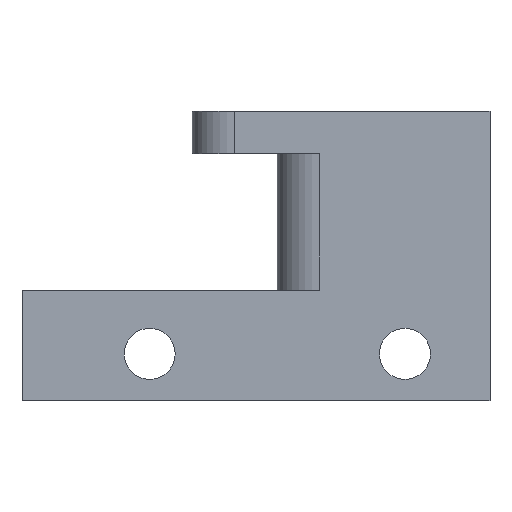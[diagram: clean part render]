
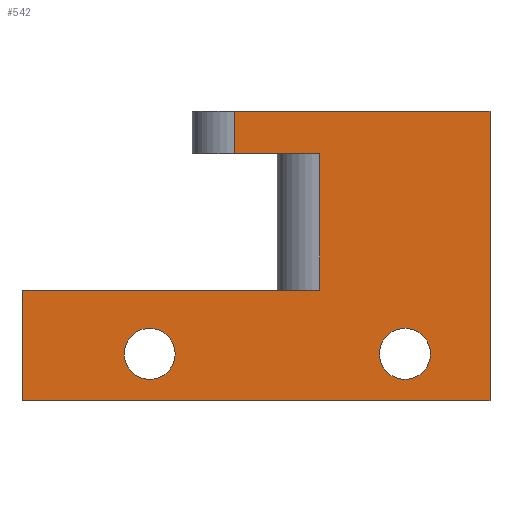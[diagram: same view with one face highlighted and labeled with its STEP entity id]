
A CAD part, left-side view. The second image highlights one B-rep face of the part: STEP entity #542.
In plain terms, the highlighted planar face has unit normal (-1, 0, 0).
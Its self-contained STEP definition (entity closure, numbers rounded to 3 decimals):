
#21=FACE_BOUND('',#111,.T.);
#22=FACE_BOUND('',#112,.T.);
#38=PLANE('',#613);
#72=FACE_OUTER_BOUND('',#110,.T.);
#110=EDGE_LOOP('',(#470,#471,#472,#473,#474,#475,#476,#477));
#111=EDGE_LOOP('',(#478));
#112=EDGE_LOOP('',(#479));
#124=LINE('',#809,#170);
#129=LINE('',#819,#175);
#132=LINE('',#825,#178);
#146=LINE('',#871,#192);
#152=LINE('',#900,#198);
#157=LINE('',#915,#203);
#162=LINE('',#927,#208);
#163=LINE('',#928,#209);
#170=VECTOR('',#645,10.);
#175=VECTOR('',#654,10.);
#178=VECTOR('',#659,10.);
#192=VECTOR('',#703,10.);
#198=VECTOR('',#737,10.);
#203=VECTOR('',#754,10.);
#208=VECTOR('',#769,10.);
#209=VECTOR('',#770,10.);
#221=CIRCLE('',#580,3.);
#222=CIRCLE('',#582,3.);
#245=VERTEX_POINT('',#806);
#246=VERTEX_POINT('',#808);
#249=VERTEX_POINT('',#817);
#251=VERTEX_POINT('',#823);
#260=VERTEX_POINT('',#845);
#261=VERTEX_POINT('',#849);
#268=VERTEX_POINT('',#869);
#274=VERTEX_POINT('',#893);
#277=VERTEX_POINT('',#898);
#281=VERTEX_POINT('',#913);
#295=EDGE_CURVE('',#246,#245,#124,.T.);
#300=EDGE_CURVE('',#245,#249,#129,.T.);
#303=EDGE_CURVE('',#249,#251,#132,.T.);
#313=EDGE_CURVE('',#260,#260,#221,.T.);
#315=EDGE_CURVE('',#261,#261,#222,.T.);
#326=EDGE_CURVE('',#251,#268,#146,.T.);
#339=EDGE_CURVE('',#277,#274,#152,.T.);
#347=EDGE_CURVE('',#281,#268,#157,.T.);
#353=EDGE_CURVE('',#281,#274,#162,.T.);
#354=EDGE_CURVE('',#277,#246,#163,.T.);
#470=ORIENTED_EDGE('',*,*,#300,.T.);
#471=ORIENTED_EDGE('',*,*,#303,.T.);
#472=ORIENTED_EDGE('',*,*,#326,.T.);
#473=ORIENTED_EDGE('',*,*,#347,.F.);
#474=ORIENTED_EDGE('',*,*,#353,.T.);
#475=ORIENTED_EDGE('',*,*,#339,.F.);
#476=ORIENTED_EDGE('',*,*,#354,.T.);
#477=ORIENTED_EDGE('',*,*,#295,.T.);
#478=ORIENTED_EDGE('',*,*,#313,.T.);
#479=ORIENTED_EDGE('',*,*,#315,.T.);
#542=ADVANCED_FACE('',(#72,#21,#22),#38,.F.);
#580=AXIS2_PLACEMENT_3D('',#846,#677,#678);
#582=AXIS2_PLACEMENT_3D('',#850,#682,#683);
#613=AXIS2_PLACEMENT_3D('',#926,#767,#768);
#645=DIRECTION('',(0.,0.,-1.));
#654=DIRECTION('',(0.,-1.,0.));
#659=DIRECTION('',(0.,0.,1.));
#677=DIRECTION('center_axis',(1.,0.,0.));
#678=DIRECTION('ref_axis',(0.,1.,0.));
#682=DIRECTION('center_axis',(1.,0.,0.));
#683=DIRECTION('ref_axis',(0.,1.,0.));
#703=DIRECTION('',(0.,1.,0.));
#737=DIRECTION('',(0.,0.,1.));
#754=DIRECTION('',(0.,0.,1.));
#767=DIRECTION('center_axis',(1.,0.,0.));
#768=DIRECTION('ref_axis',(0.,0.,-1.));
#769=DIRECTION('',(0.,-1.,0.));
#770=DIRECTION('',(0.,1.,0.));
#806=CARTESIAN_POINT('',(-6.,55.,-34.));
#808=CARTESIAN_POINT('',(-6.,55.,-21.));
#809=CARTESIAN_POINT('',(-6.,55.,-45.));
#817=CARTESIAN_POINT('',(-6.,0.,-34.));
#819=CARTESIAN_POINT('',(-6.,40.,-34.));
#823=CARTESIAN_POINT('',(-6.,0.,0.));
#825=CARTESIAN_POINT('',(-6.,0.,0.));
#845=CARTESIAN_POINT('',(-6.,7.,-28.5));
#846=CARTESIAN_POINT('Origin',(-6.,10.,-28.5));
#849=CARTESIAN_POINT('',(-6.,37.,-28.5));
#850=CARTESIAN_POINT('Origin',(-6.,40.,-28.5));
#869=CARTESIAN_POINT('',(-6.,30.,0.));
#871=CARTESIAN_POINT('',(-6.,50.,0.));
#893=CARTESIAN_POINT('',(-6.,20.,-5.));
#898=CARTESIAN_POINT('',(-6.,20.,-21.));
#900=CARTESIAN_POINT('',(-6.,20.,-21.75));
#913=CARTESIAN_POINT('',(-6.,30.,-5.));
#915=CARTESIAN_POINT('',(-6.,30.,-13.75));
#926=CARTESIAN_POINT('Origin',(-6.,25.,-22.5));
#927=CARTESIAN_POINT('',(-6.,25.,-5.));
#928=CARTESIAN_POINT('',(-6.,50.,-21.));
